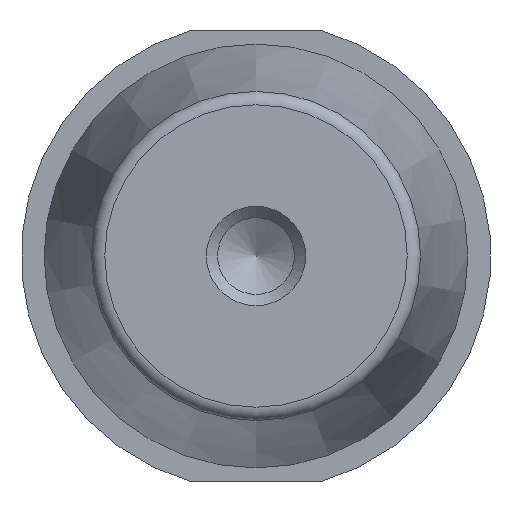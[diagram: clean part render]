
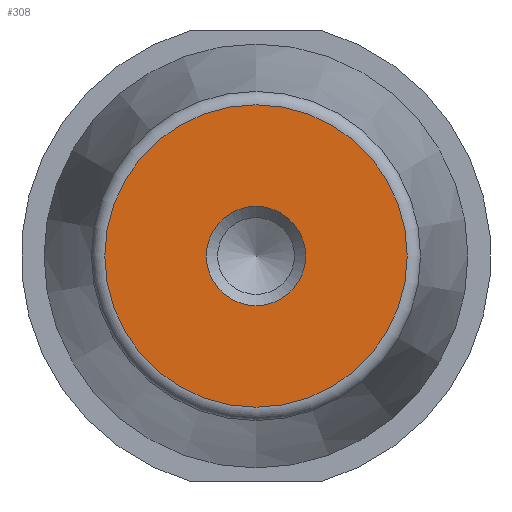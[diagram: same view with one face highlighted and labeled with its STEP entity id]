
A CAD part, front view. The second image highlights one B-rep face of the part: STEP entity #308.
In plain terms, the highlighted planar face has unit normal (0, -1, 0).
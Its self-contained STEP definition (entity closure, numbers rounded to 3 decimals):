
#13 = DIRECTION ( 'NONE',  ( 0., -1., 0. ) ) ;
#25 = ORIENTED_EDGE ( 'NONE', *, *, #468, .T. ) ;
#35 = CARTESIAN_POINT ( 'NONE',  ( 0., -38., 0. ) ) ;
#72 = VERTEX_POINT ( 'NONE', #181 ) ;
#76 = FACE_OUTER_BOUND ( 'NONE', #320, .T. ) ;
#101 = DIRECTION ( 'NONE',  ( 0., 1., 0. ) ) ;
#153 = VERTEX_POINT ( 'NONE', #392 ) ;
#181 = CARTESIAN_POINT ( 'NONE',  ( 0., -38., -5.5 ) ) ;
#209 = CARTESIAN_POINT ( 'NONE',  ( 0., -38., 0. ) ) ;
#211 = ORIENTED_EDGE ( 'NONE', *, *, #477, .F. ) ;
#236 = DIRECTION ( 'NONE',  ( 0., 0., -1. ) ) ;
#260 = CIRCLE ( 'NONE', #389, 5.5 ) ;
#283 = PLANE ( 'NONE',  #413 ) ;
#286 = CIRCLE ( 'NONE', #395, 16.741 ) ;
#292 = DIRECTION ( 'NONE',  ( 0., -1., 0. ) ) ;
#308 = ADVANCED_FACE ( 'NONE', ( #441, #76 ), #283, .F. ) ;
#314 = DIRECTION ( 'NONE',  ( 0., 0., 1. ) ) ;
#320 = EDGE_LOOP ( 'NONE', ( #25 ) ) ;
#326 = CARTESIAN_POINT ( 'NONE',  ( 0., -38., 0. ) ) ;
#327 = DIRECTION ( 'NONE',  ( 0., 0., 1. ) ) ;
#343 = EDGE_LOOP ( 'NONE', ( #211 ) ) ;
#389 = AXIS2_PLACEMENT_3D ( 'NONE', #209, #13, #236 ) ;
#392 = CARTESIAN_POINT ( 'NONE',  ( 0., -38., 16.741 ) ) ;
#395 = AXIS2_PLACEMENT_3D ( 'NONE', #326, #292, #327 ) ;
#413 = AXIS2_PLACEMENT_3D ( 'NONE', #35, #101, #314 ) ;
#441 = FACE_BOUND ( 'NONE', #343, .T. ) ;
#468 = EDGE_CURVE ( 'NONE', #153, #153, #286, .T. ) ;
#477 = EDGE_CURVE ( 'NONE', #72, #72, #260, .T. ) ;
